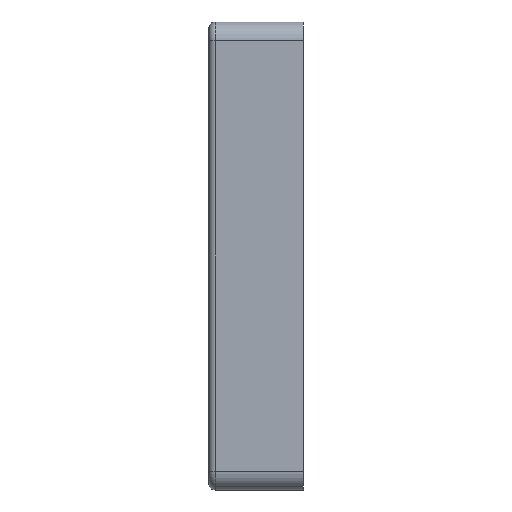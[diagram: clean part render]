
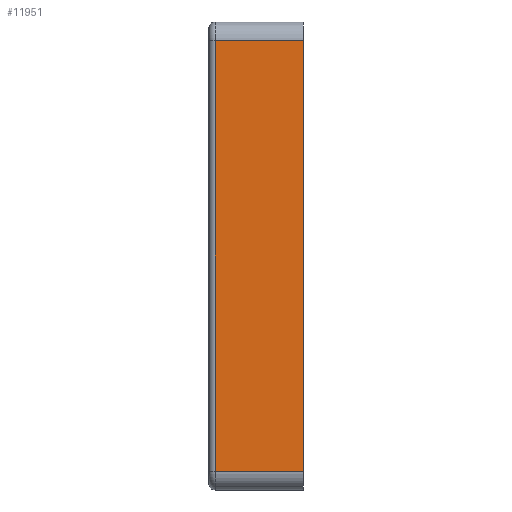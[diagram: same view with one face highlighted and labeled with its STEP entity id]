
A CAD part, front view. The second image highlights one B-rep face of the part: STEP entity #11951.
In plain terms, the highlighted planar face has unit normal (0, -1, 0).
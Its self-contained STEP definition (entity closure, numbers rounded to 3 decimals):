
#195=PLANE('',#12113);
#832=FACE_OUTER_BOUND('',#1504,.T.);
#1504=EDGE_LOOP('',(#10741,#10742,#10743,#10744));
#2259=LINE('',#25591,#3028);
#2269=LINE('',#25630,#3038);
#2271=LINE('',#25639,#3040);
#2272=LINE('',#25640,#3041);
#3028=VECTOR('',#13094,10.);
#3038=VECTOR('',#13142,10.);
#3040=VECTOR('',#13154,10.);
#3041=VECTOR('',#13155,10.);
#5285=VERTEX_POINT('',#25585);
#5286=VERTEX_POINT('',#25589);
#5296=VERTEX_POINT('',#25629);
#5298=VERTEX_POINT('',#25638);
#7095=EDGE_CURVE('',#5286,#5285,#2259,.T.);
#7114=EDGE_CURVE('',#5285,#5296,#2269,.T.);
#7118=EDGE_CURVE('',#5298,#5286,#2271,.T.);
#7119=EDGE_CURVE('',#5296,#5298,#2272,.T.);
#10741=ORIENTED_EDGE('',*,*,#7095,.F.);
#10742=ORIENTED_EDGE('',*,*,#7118,.F.);
#10743=ORIENTED_EDGE('',*,*,#7119,.F.);
#10744=ORIENTED_EDGE('',*,*,#7114,.F.);
#11951=ADVANCED_FACE('',(#832),#195,.T.);
#12113=AXIS2_PLACEMENT_3D('',#25637,#13152,#13153);
#13094=DIRECTION('',(0.,0.,1.));
#13142=DIRECTION('',(1.,0.,0.));
#13152=DIRECTION('center_axis',(0.,-1.,0.));
#13153=DIRECTION('ref_axis',(0.,0.,1.));
#13154=DIRECTION('',(-1.,0.,0.));
#13155=DIRECTION('',(0.,0.,-1.));
#25585=CARTESIAN_POINT('',(-99.,0.,71.422));
#25589=CARTESIAN_POINT('',(-99.,0.,3.));
#25591=CARTESIAN_POINT('',(-99.,0.,18.605));
#25629=CARTESIAN_POINT('',(-85.,0.,71.422));
#25630=CARTESIAN_POINT('',(0.,0.,71.422));
#25637=CARTESIAN_POINT('Origin',(0.,0.,0.));
#25638=CARTESIAN_POINT('',(-85.,0.,3.));
#25639=CARTESIAN_POINT('',(0.,0.,3.));
#25640=CARTESIAN_POINT('',(-85.,0.,18.605));
